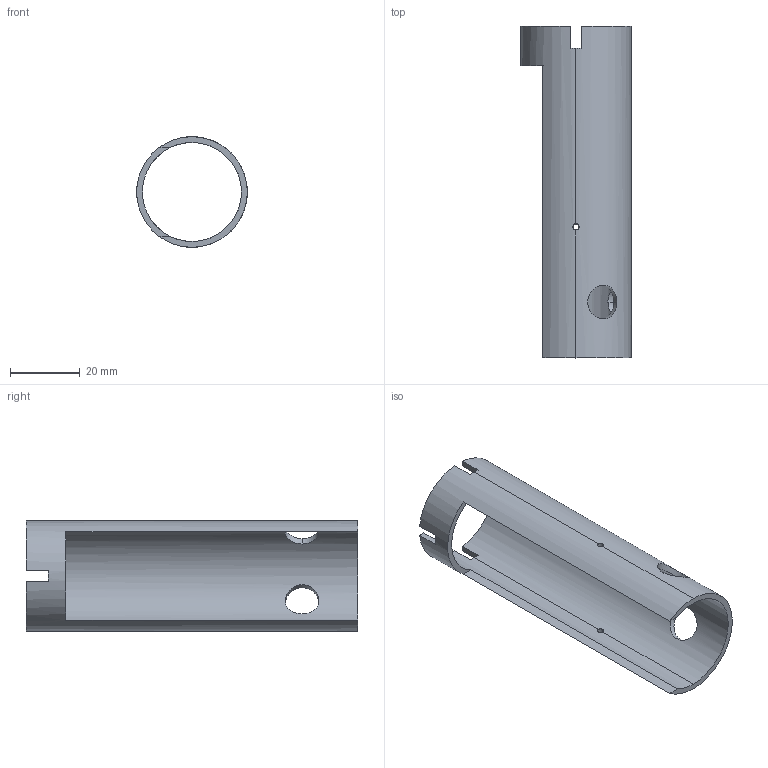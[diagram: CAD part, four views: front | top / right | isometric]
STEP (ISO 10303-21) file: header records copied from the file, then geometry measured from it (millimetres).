
FILE_DESCRIPTION (( 'STEP AP214' ), '1' );
FILE_NAME ('aluminum_sleeve_strip_light_v1.1.STEP', '2024-04-10T19:17:56', ( '' ), ( '' ), 'SwSTEP 2.0', 'SolidWorks 2022', '' );
FILE_SCHEMA (( 'AUTOMOTIVE_DESIGN' ));
Length unit declared in the file: inch
Products named in the file (1): aluminum_sleeve_strip_light_v1.1
Bounding box: 31.74 x 95.26 x 31.75 mm (x, y, z)
Volume: 10292.5 mm3; surface area: 13488 mm2
Topology: 1 solids, 1 shells, 32 faces, 108 edges, 72 vertices
Faces by surface type: plane 20, cylinder 12
Entity records: 1604 total; most frequent: CARTESIAN_POINT 625, ORIENTED_EDGE 216, DIRECTION 178, EDGE_CURVE 108, VERTEX_POINT 72, AXIS2_PLACEMENT_3D 61, VECTOR 56, LINE 56
